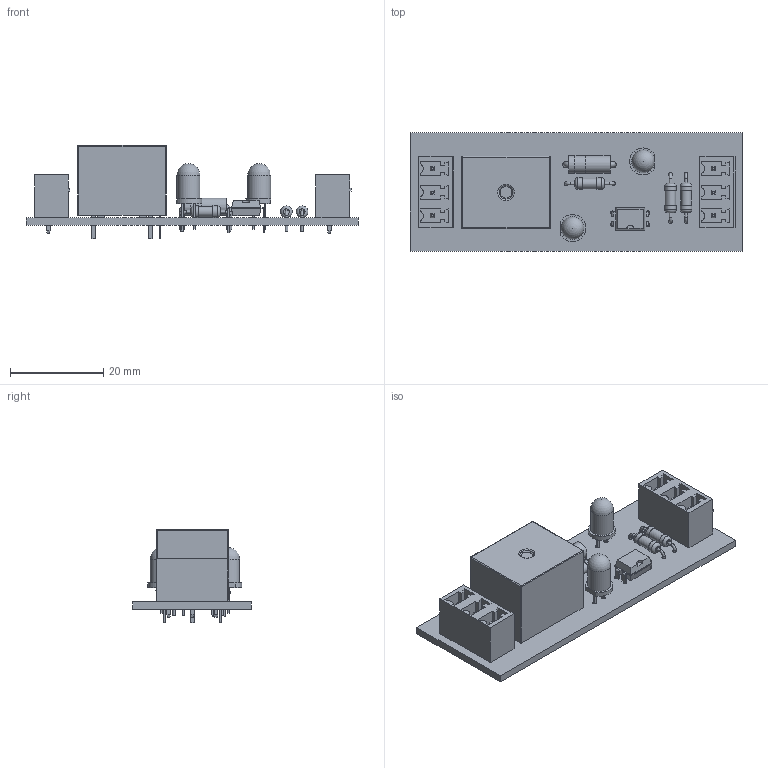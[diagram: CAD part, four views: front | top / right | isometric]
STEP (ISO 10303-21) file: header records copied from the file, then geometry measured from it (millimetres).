
FILE_DESCRIPTION(('KiCad electronic assembly'),'2;1');
FILE_NAME('r_le.step','2024-06-24T22:45:20',('Pcbnew'),('Kicad'), 'Open CASCADE STEP processor 7.7','KiCad to STEP converter','Unknown' );
FILE_SCHEMA(('AUTOMOTIVE_DESIGN { 1 0 10303 214 1 1 1 1 }'));
Length unit declared in the file: millimetre
Products named in the file (14): r_le 1; R_Axial_DIN0207_L6.3mm_D2.5mm_P10.16mm_Horizontal; R_Axial_DIN0207_L63mm_D25mm_P1016mm_Horizontal; PhoenixContact_MCV_1,5_3-G-5.08_1x03_P5.08mm_Vertical; MCV_01x03_G_5_08mm; DIP-4_W7.62mm; LED_D5.0mm_Clear; JQC-3F-1C-24VDC; D_5W_P10.16mm_Horizontal; _autosave-rÃ¶le_PCB
Assembly tree (17 placements, depth 3):
  r_le 1
    R_Axial_DIN0207_L6.3mm_D2.5mm_P10.16mm_Horizontal  x3
      R_Axial_DIN0207_L63mm_D25mm_P1016mm_Horizontal
    PhoenixContact_MCV_1,5_3-G-5.08_1x03_P5.08mm_Vertical  x2
      MCV_01x03_G_5_08mm
    DIP-4_W7.62mm
      DIP-4_W7.62mm
    LED_D5.0mm_Clear  x2
      LED_D5.0mm_Clear
    JQC-3F-1C-24VDC
      JQC-3F-1C-24VDC
    D_5W_P10.16mm_Horizontal
      D_5W_P10.16mm_Horizontal
    _autosave-rÃ¶le_PCB
Bounding box: 71.3 x 25.35 x 20 mm (x, y, z)
Volume: 9335.4 mm3; surface area: 8922.9 mm2
Topology: 16 solids, 16 shells, 530 faces, 1259 edges, 800 vertices
Faces by surface type: plane 390, cylinder 100, torus 18, bspline 16, sphere 6
Full cylindrical faces by diameter (mm): 0.6 x12, 0.8 x10, 0.9 x4, 1.1 x2, 1.2 x6, 1.3 x5, 1.4 x2, 2.25 x3, 2.5 x6, 3.7 x2, 3.72 x1, 4.9 x2
Entity records: 13278 total; most frequent: CARTESIAN_POINT 2489, DIRECTION 1803, ORIENTED_EDGE 1790, EDGE_CURVE 895, LINE 691, VECTOR 691, VERTEX_POINT 573, AXIS2_PLACEMENT_3D 556
